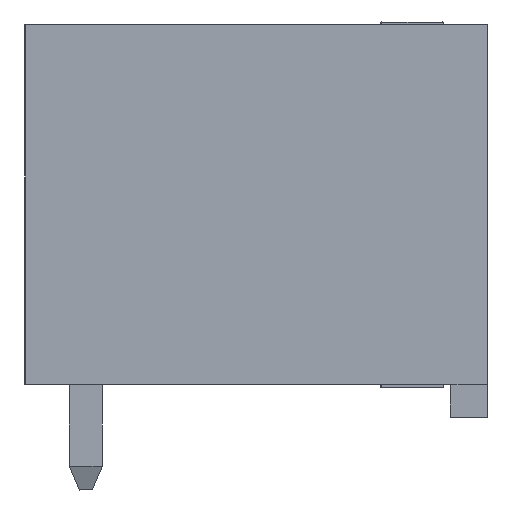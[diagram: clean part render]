
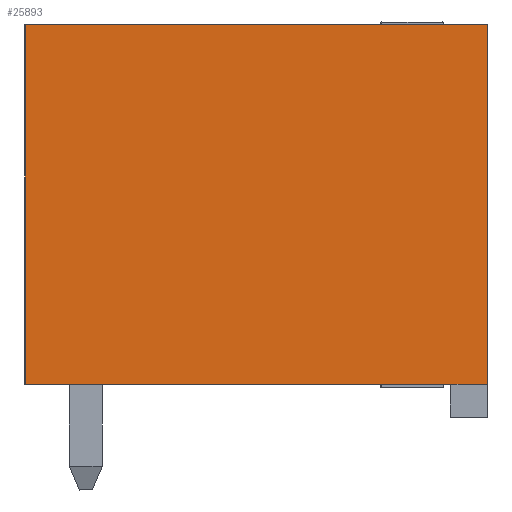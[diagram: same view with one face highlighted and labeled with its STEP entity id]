
A CAD part, left-side view. The second image highlights one B-rep face of the part: STEP entity #25893.
In plain terms, the highlighted planar face has unit normal (-1, 0, 0).
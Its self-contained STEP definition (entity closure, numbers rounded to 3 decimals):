
#25865=AXIS2_PLACEMENT_3D('Plane Axis2P3D',#25862,#25863,#25864) ;
#25263=CARTESIAN_POINT('Vertex',(0.,0.,14.1)) ;
#25266=CARTESIAN_POINT('Line Origine',(0.,0.,8.65)) ;
#25270=CARTESIAN_POINT('Vertex',(0.,0.,3.2)) ;
#25741=CARTESIAN_POINT('Vertex',(0.,14.,14.1)) ;
#25744=CARTESIAN_POINT('Line Origine',(0.,7.,14.1)) ;
#25862=CARTESIAN_POINT('Axis2P3D Location',(0.,0.,14.1)) ;
#25867=CARTESIAN_POINT('Line Origine',(0.,14.,8.65)) ;
#25871=CARTESIAN_POINT('Vertex',(0.,14.,3.2)) ;
#25874=CARTESIAN_POINT('Line Origine',(0.,7.55,3.2)) ;
#25878=CARTESIAN_POINT('Vertex',(0.,1.1,3.2)) ;
#25881=CARTESIAN_POINT('Line Origine',(0.,0.55,3.2)) ;
#25267=DIRECTION('Vector Direction',(0.,0.,-1.)) ;
#25745=DIRECTION('Vector Direction',(0.,1.,0.)) ;
#25863=DIRECTION('Axis2P3D Direction',(-1.,0.,0.)) ;
#25864=DIRECTION('Axis2P3D XDirection',(0.,1.,0.)) ;
#25868=DIRECTION('Vector Direction',(0.,0.,-1.)) ;
#25875=DIRECTION('Vector Direction',(0.,1.,0.)) ;
#25882=DIRECTION('Vector Direction',(0.,1.,0.)) ;
#25268=VECTOR('Line Direction',#25267,1.) ;
#25746=VECTOR('Line Direction',#25745,1.) ;
#25869=VECTOR('Line Direction',#25868,1.) ;
#25876=VECTOR('Line Direction',#25875,1.) ;
#25883=VECTOR('Line Direction',#25882,1.) ;
#25887=ORIENTED_EDGE('',*,*,#25873,.T.) ;
#25888=ORIENTED_EDGE('',*,*,#25880,.F.) ;
#25889=ORIENTED_EDGE('',*,*,#25885,.F.) ;
#25890=ORIENTED_EDGE('',*,*,#25272,.F.) ;
#25891=ORIENTED_EDGE('',*,*,#25748,.T.) ;
#25893=ADVANCED_FACE('Housing',(#25892),#25866,.T.) ;
#25272=EDGE_CURVE('',#25264,#25271,#25269,.T.) ;
#25748=EDGE_CURVE('',#25264,#25742,#25747,.T.) ;
#25873=EDGE_CURVE('',#25742,#25872,#25870,.T.) ;
#25880=EDGE_CURVE('',#25879,#25872,#25877,.T.) ;
#25885=EDGE_CURVE('',#25271,#25879,#25884,.T.) ;
#25886=EDGE_LOOP('',(#25887,#25888,#25889,#25890,#25891)) ;
#25892=FACE_OUTER_BOUND('',#25886,.T.) ;
#25269=LINE('Line',#25266,#25268) ;
#25747=LINE('Line',#25744,#25746) ;
#25870=LINE('Line',#25867,#25869) ;
#25877=LINE('Line',#25874,#25876) ;
#25884=LINE('Line',#25881,#25883) ;
#25866=PLANE('',#25865) ;
#25264=VERTEX_POINT('',#25263) ;
#25271=VERTEX_POINT('',#25270) ;
#25742=VERTEX_POINT('',#25741) ;
#25872=VERTEX_POINT('',#25871) ;
#25879=VERTEX_POINT('',#25878) ;
